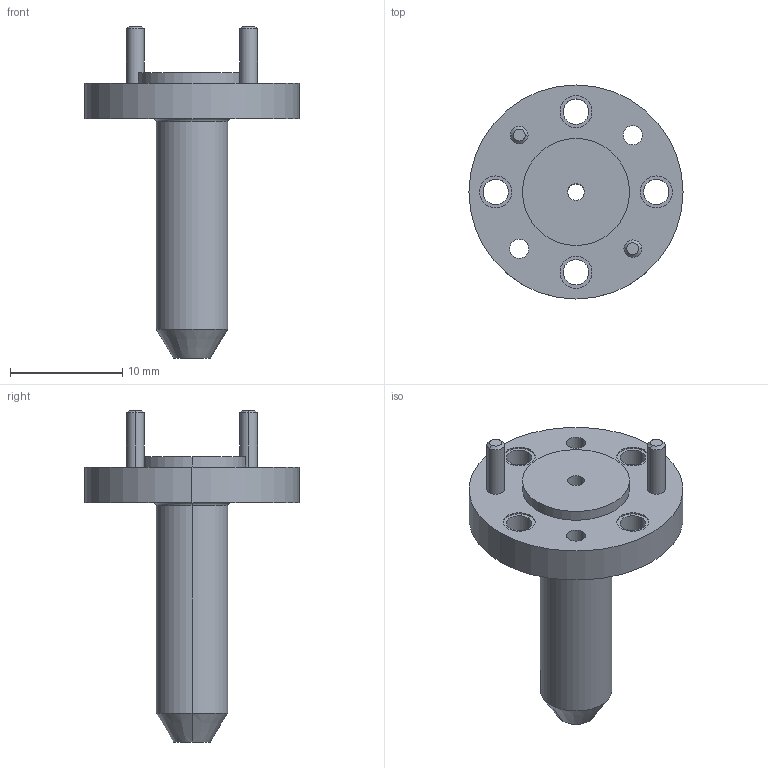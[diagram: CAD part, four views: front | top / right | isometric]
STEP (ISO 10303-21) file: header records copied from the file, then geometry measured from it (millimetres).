
FILE_DESCRIPTION (( 'STEP AP214' ), '1' );
FILE_NAME ('PEWAN1066-FMWAN1066.step', '2021-05-25T15:54:31', ( '' ), ( '' ), 'SwSTEP 2.0', 'SolidWorks 2020', '' );
FILE_SCHEMA (( 'AUTOMOTIVE_DESIGN' ));
Length unit declared in the file: inch
Products named in the file (1): PEWAN1066-FMWAN1066
Bounding box: 19.05 x 19.05 x 29.54 mm (x, y, z)
Volume: 1520.4 mm3; surface area: 1430.9 mm2
Topology: 1 solids, 1 shells, 62 faces, 136 edges, 88 vertices
Faces by surface type: cylinder 40, plane 14, cone 6, torus 2
Entity records: 1866 total; most frequent: DIRECTION 352, CARTESIAN_POINT 287, ORIENTED_EDGE 272, AXIS2_PLACEMENT_3D 153, EDGE_CURVE 136, CIRCLE 90, VERTEX_POINT 88, EDGE_LOOP 88
